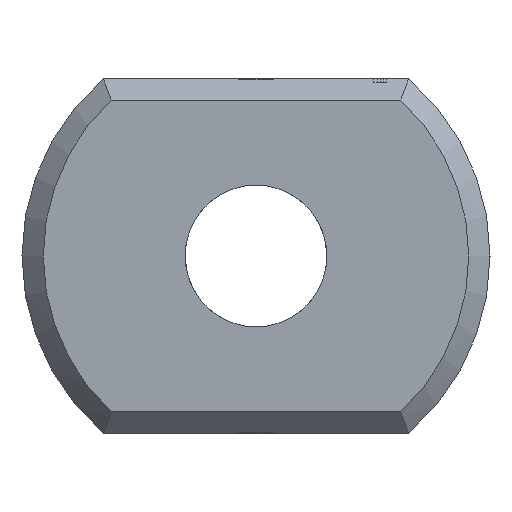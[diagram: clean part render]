
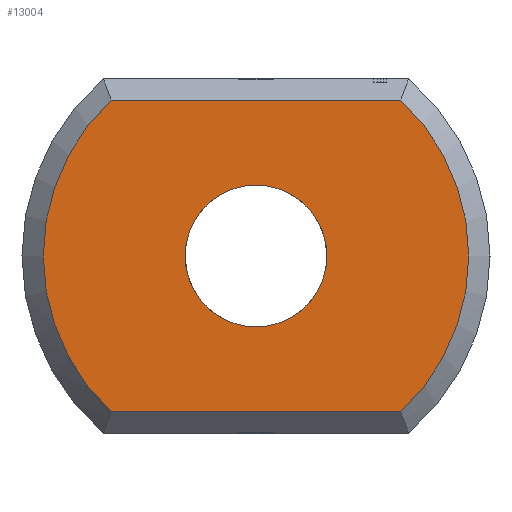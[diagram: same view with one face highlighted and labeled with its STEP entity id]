
A CAD part, left-side view. The second image highlights one B-rep face of the part: STEP entity #13004.
In plain terms, the highlighted planar face has unit normal (-1, 0, 0).
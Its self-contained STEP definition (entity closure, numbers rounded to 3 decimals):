
#3254 = VERTEX_POINT('',#3255);
#3255 = CARTESIAN_POINT('',(0.,-2.04,2.2));
#3264 = VERTEX_POINT('',#3265);
#3265 = CARTESIAN_POINT('',(0.,-2.04,-2.2));
#3272 = EDGE_CURVE('',#3254,#3264,#3273,.T.);
#3273 = CIRCLE('',#3274,3.);
#3274 = AXIS2_PLACEMENT_3D('',#3275,#3276,#3277);
#3275 = CARTESIAN_POINT('',(0.,0.,0.));
#3276 = DIRECTION('',(1.,0.,0.));
#3277 = DIRECTION('',(0.,-0.653,0.758)
  );
#3626 = VERTEX_POINT('',#3627);
#3627 = CARTESIAN_POINT('',(0.,2.04,2.2));
#3634 = EDGE_CURVE('',#3254,#3626,#3635,.T.);
#3635 = LINE('',#3636,#3637);
#3636 = CARTESIAN_POINT('',(0.,-2.154,2.2));
#3637 = VECTOR('',#3638,1.);
#3638 = DIRECTION('',(0.,1.,0.));
#13004 = ADVANCED_FACE('',(#13005,#13024),#13035,.F.);
#13005 = FACE_BOUND('',#13006,.F.);
#13006 = EDGE_LOOP('',(#13007,#13016,#13017,#13018));
#13007 = ORIENTED_EDGE('',*,*,#13008,.T.);
#13008 = EDGE_CURVE('',#13009,#3626,#13011,.T.);
#13009 = VERTEX_POINT('',#13010);
#13010 = CARTESIAN_POINT('',(0.,2.04,-2.2));
#13011 = CIRCLE('',#13012,3.);
#13012 = AXIS2_PLACEMENT_3D('',#13013,#13014,#13015);
#13013 = CARTESIAN_POINT('',(0.,0.,0.));
#13014 = DIRECTION('',(1.,0.,0.));
#13015 = DIRECTION('',(0.,0.653,-0.758)
  );
#13016 = ORIENTED_EDGE('',*,*,#3634,.F.);
#13017 = ORIENTED_EDGE('',*,*,#3272,.T.);
#13018 = ORIENTED_EDGE('',*,*,#13019,.T.);
#13019 = EDGE_CURVE('',#3264,#13009,#13020,.T.);
#13020 = LINE('',#13021,#13022);
#13021 = CARTESIAN_POINT('',(0.,-2.154,-2.2));
#13022 = VECTOR('',#13023,1.);
#13023 = DIRECTION('',(0.,1.,0.));
#13024 = FACE_BOUND('',#13025,.T.);
#13025 = EDGE_LOOP('',(#13026));
#13026 = ORIENTED_EDGE('',*,*,#13027,.T.);
#13027 = EDGE_CURVE('',#13028,#13028,#13030,.T.);
#13028 = VERTEX_POINT('',#13029);
#13029 = CARTESIAN_POINT('',(0.,1.,0.)
  );
#13030 = CIRCLE('',#13031,1.);
#13031 = AXIS2_PLACEMENT_3D('',#13032,#13033,#13034);
#13032 = CARTESIAN_POINT('',(0.,0.,0.));
#13033 = DIRECTION('',(1.,0.,0.));
#13034 = DIRECTION('',(0.,1.,0.));
#13035 = PLANE('',#13036);
#13036 = AXIS2_PLACEMENT_3D('',#13037,#13038,#13039);
#13037 = CARTESIAN_POINT('',(0.,0.,0.));
#13038 = DIRECTION('',(1.,0.,0.));
#13039 = DIRECTION('',(0.,0.,1.));
